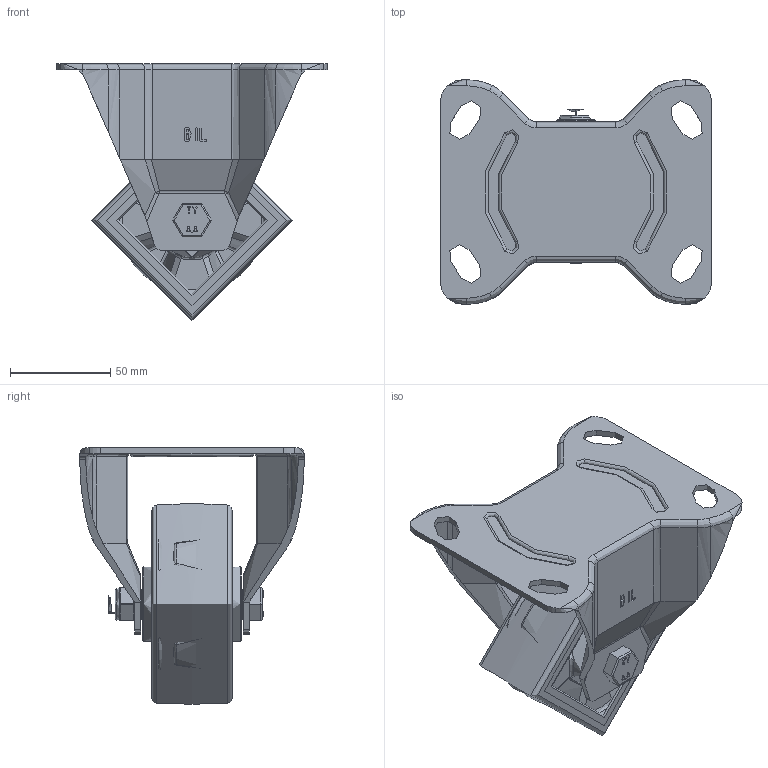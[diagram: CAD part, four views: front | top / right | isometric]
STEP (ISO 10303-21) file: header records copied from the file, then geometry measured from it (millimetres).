
FILE_DESCRIPTION(/* description */ (''),/* implementation_level */ '2;1');
FILE_NAME(/* name */ 'BZEHF100XPNBLP.step',/* time_stamp */ '2025-06-11T14:42:14+01:00',/* author */ (''),/* organization */ (''),/* preprocessor_version */ 'ST-DEVELOPER v20.1',/* originating_system */ 'Autodesk Translation Framework v14.10.0.0',/* authorisation */ '');
FILE_SCHEMA (('AUTOMOTIVE_DESIGN { 1 0 10303 214 3 1 1 }'));
Products named in the file (20): BZEHF100XPNBLP; BZEHF100ASLP v1; ZINC PLATED, PRESSED STEEL BRACKET; BZXH100WPNRB v1; POLYURETHANE TYRE; NYLON RIM; NYLON RIM Geometry; CAP; ROLLER BEARING; CAGE; RIBS; Component4; TUBEM15X50 v1; ZINC PLATED AXLE TUBE; HEXBOLTM10X70Z8.8 v2; GRADE 8.8 THREADED ZINC PLATED BOLT; NYLOCM10Z v1; NYLOC NUT; RUBBER; NUT
Assembly tree (26 placements, depth 5):
  BZEHF100XPNBLP
    BZEHF100ASLP v1
      ZINC PLATED, PRESSED STEEL BRACKET
    BZXH100WPNRB v1
      POLYURETHANE TYRE
      NYLON RIM
        NYLON RIM Geometry
        CAP
      ROLLER BEARING
        CAGE
        RIBS
          Component4  x8
    TUBEM15X50 v1
      ZINC PLATED AXLE TUBE
    HEXBOLTM10X70Z8.8 v2
      GRADE 8.8 THREADED ZINC PLATED BOLT
    NYLOCM10Z v1
      NYLOC NUT
        RUBBER
        NUT
Bounding box: 135 x 112 x 128 mm (x, y, z)
Volume: 304870.1 mm3; surface area: 141946.3 mm2
Topology: 17 solids, 17 shells, 730 faces, 1753 edges, 1061 vertices
Faces by surface type: plane 234, bspline 189, cylinder 186, torus 77, sphere 44
Full cylindrical faces by diameter (mm): 4 x8, 8.141 x18, 9.85 x19, 10 x3, 10.2 x2, 10.5 x1, 12 x2, 15 x2, 15.5 x2, 16 x2, 22.5 x1, 26 x1, 26.9 x1, 27 x1, 37 x2, 73 x2, 85 x2
Entity records: 56157 total; most frequent: CARTESIAN_POINT 39860, ORIENTED_EDGE 3456, DIRECTION 3070, EDGE_CURVE 1728, AXIS2_PLACEMENT_3D 1205, VERTEX_POINT 1047, EDGE_LOOP 759, FACE_OUTER_BOUND 709
